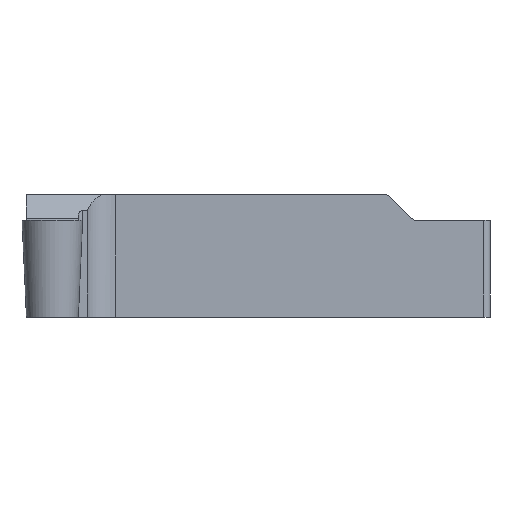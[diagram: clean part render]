
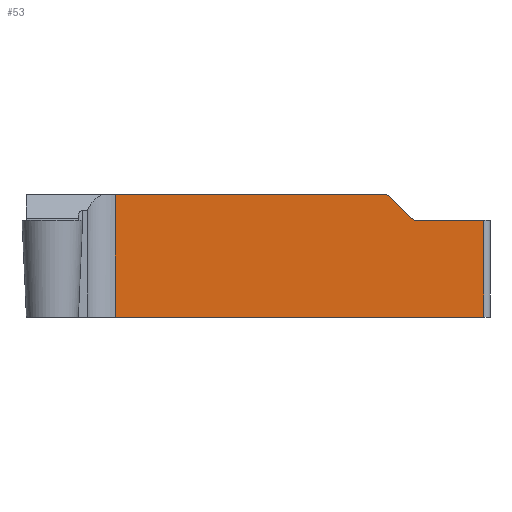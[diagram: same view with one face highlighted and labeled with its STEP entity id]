
A CAD part, left-side view. The second image highlights one B-rep face of the part: STEP entity #53.
In plain terms, the highlighted planar face has unit normal (-1, 0, 0).
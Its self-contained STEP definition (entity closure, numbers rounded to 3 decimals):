
#53=ADVANCED_FACE('',(#86),#70,.F.);
#70=PLANE('',#482);
#86=FACE_OUTER_BOUND('',#107,.T.);
#107=EDGE_LOOP('',(#249,#250,#251,#252,#253,#254,#255,#256));
#126=LINE('',#687,#161);
#142=LINE('',#787,#177);
#145=LINE('',#799,#180);
#148=LINE('',#807,#183);
#149=LINE('',#811,#184);
#150=LINE('',#815,#185);
#161=VECTOR('',#507,1.);
#177=VECTOR('',#551,1.);
#180=VECTOR('',#562,1.);
#183=VECTOR('',#573,1.);
#184=VECTOR('',#576,1.);
#185=VECTOR('',#579,1.);
#249=ORIENTED_EDGE('',*,*,#350,.F.);
#250=ORIENTED_EDGE('',*,*,#384,.F.);
#251=ORIENTED_EDGE('',*,*,#388,.T.);
#252=ORIENTED_EDGE('',*,*,#389,.T.);
#253=ORIENTED_EDGE('',*,*,#390,.T.);
#254=ORIENTED_EDGE('',*,*,#391,.T.);
#255=ORIENTED_EDGE('',*,*,#392,.F.);
#256=ORIENTED_EDGE('',*,*,#378,.T.);
#312=VERTEX_POINT('',#686);
#313=VERTEX_POINT('',#688);
#336=VERTEX_POINT('',#788);
#340=VERTEX_POINT('',#798);
#342=VERTEX_POINT('',#808);
#343=VERTEX_POINT('',#810);
#344=VERTEX_POINT('',#812);
#345=VERTEX_POINT('',#814);
#350=EDGE_CURVE('',#312,#313,#126,.T.);
#378=EDGE_CURVE('',#336,#313,#142,.T.);
#384=EDGE_CURVE('',#340,#312,#145,.T.);
#388=EDGE_CURVE('',#340,#342,#148,.T.);
#389=EDGE_CURVE('',#342,#343,#414,.T.);
#390=EDGE_CURVE('',#343,#344,#149,.T.);
#391=EDGE_CURVE('',#344,#345,#415,.T.);
#392=EDGE_CURVE('',#336,#345,#150,.T.);
#414=CIRCLE('',#480,0.5);
#415=CIRCLE('',#481,0.3);
#480=AXIS2_PLACEMENT_3D('',#809,#574,#575);
#481=AXIS2_PLACEMENT_3D('',#813,#577,#578);
#482=AXIS2_PLACEMENT_3D('',#816,#580,#581);
#507=DIRECTION('',(0.,1.,0.));
#551=DIRECTION('',(0.,0.,-1.));
#562=DIRECTION('',(0.,0.,-1.));
#573=DIRECTION('',(0.,1.,0.));
#574=DIRECTION('',(1.,0.,0.));
#575=DIRECTION('',(0.,0.,-1.));
#576=DIRECTION('',(0.,0.707,0.707));
#577=DIRECTION('',(-1.,0.,0.));
#578=DIRECTION('',(0.,0.,-1.));
#579=DIRECTION('',(0.,-1.,0.));
#580=DIRECTION('',(1.,0.,0.));
#581=DIRECTION('',(0.,0.,-1.));
#686=CARTESIAN_POINT('',(-3.3,-14.1,-6.389));
#687=CARTESIAN_POINT('',(-3.3,14.925,-6.389));
#688=CARTESIAN_POINT('',(-3.3,10.25,-6.389));
#787=CARTESIAN_POINT('',(-3.3,10.25,10.));
#788=CARTESIAN_POINT('',(-3.3,10.25,1.689));
#798=CARTESIAN_POINT('',(-3.3,-14.1,0.));
#799=CARTESIAN_POINT('',(-3.3,-14.1,10.));
#807=CARTESIAN_POINT('',(-3.3,14.925,0.));
#808=CARTESIAN_POINT('',(-3.3,-9.647,0.));
#809=CARTESIAN_POINT('',(-3.3,-9.647,0.5));
#810=CARTESIAN_POINT('',(-3.3,-9.293,0.146));
#811=CARTESIAN_POINT('',(-3.3,7.743,17.182));
#812=CARTESIAN_POINT('',(-3.3,-7.838,1.602));
#813=CARTESIAN_POINT('',(-3.3,-7.626,1.389));
#814=CARTESIAN_POINT('',(-3.3,-7.626,1.689));
#815=CARTESIAN_POINT('',(-3.3,14.925,1.689));
#816=CARTESIAN_POINT('',(-3.3,14.925,10.));
